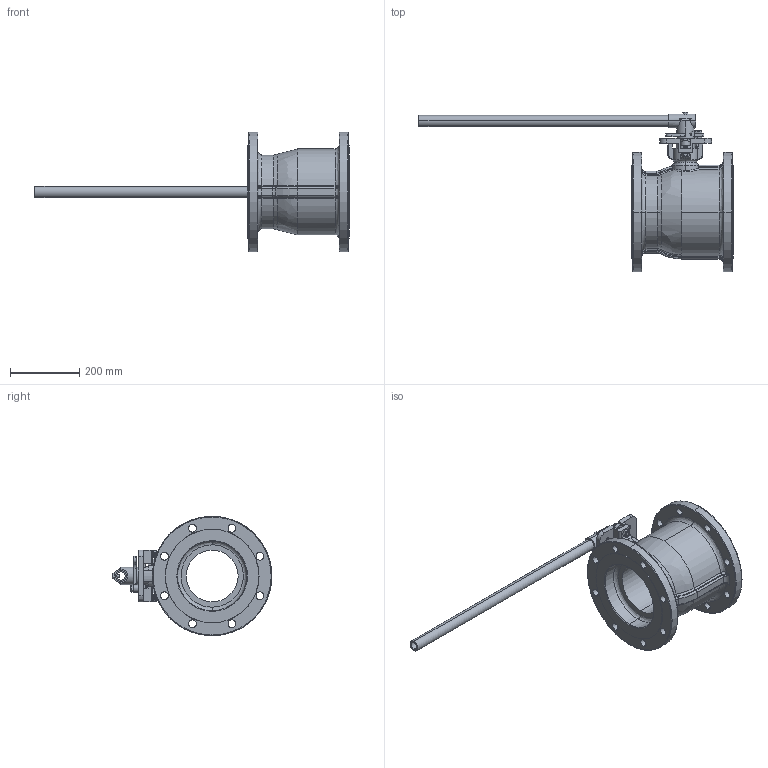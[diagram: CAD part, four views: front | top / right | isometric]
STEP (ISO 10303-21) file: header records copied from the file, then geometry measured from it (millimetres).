
FILE_DESCRIPTION (( 'STEP AP203' ), '1' );
FILE_NAME ('F9R-F1-0800_0.step', '2020-11-02T19:47:50', ( '' ), ( '' ), 'SwSTEP 2.0', 'SolidWorks 2019', '' );
FILE_SCHEMA (( 'CONFIG_CONTROL_DESIGN' ));
Products named in the file (1): F9R-F1-0800_0
Bounding box: 907.5 x 461.5 x 345 mm (x, y, z)
Surface area: 943342.3 mm2 (no closed solid volume)
Topology: 0 solids, 14 shells, 959 faces, 2664 edges, 1724 vertices
Faces by surface type: cylinder 470, bspline 279, plane 167, cone 43
Entity records: 300092 total; most frequent: CARTESIAN_POINT 279265, ORIENTED_EDGE 5298, DIRECTION 3278, EDGE_CURVE 2651, VERTEX_POINT 1724, AXIS2_PLACEMENT_3D 1211, EDGE_LOOP 1042, ADVANCED_FACE 959
